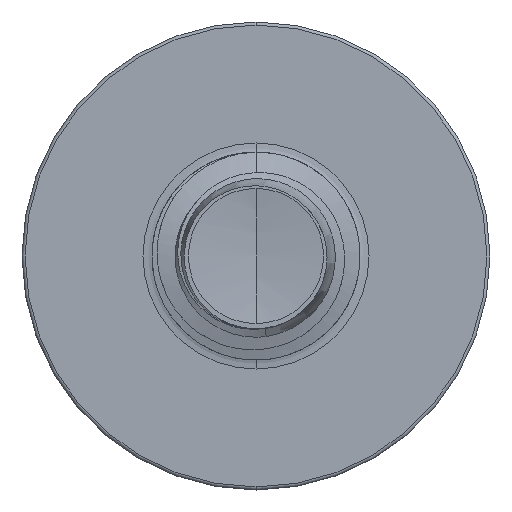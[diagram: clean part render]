
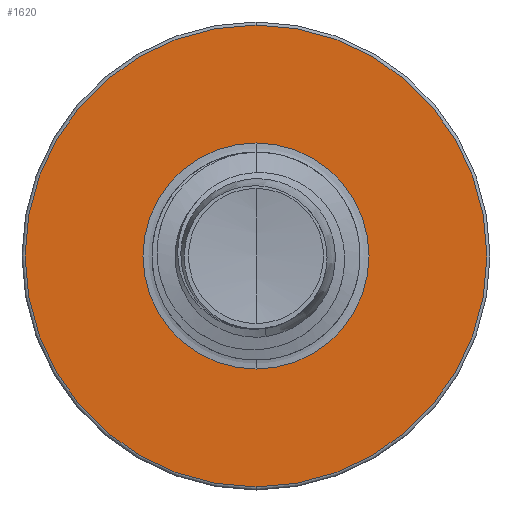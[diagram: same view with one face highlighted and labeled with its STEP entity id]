
A CAD part, front view. The second image highlights one B-rep face of the part: STEP entity #1620.
In plain terms, the highlighted planar face has unit normal (0, -1, 0).
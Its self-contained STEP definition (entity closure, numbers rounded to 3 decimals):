
#1039 = CARTESIAN_POINT ( 'NONE',  ( 0., 6., 0. ) ) ;
#1325 = AXIS2_PLACEMENT_3D ( 'NONE', #1039, #11501, #2781 ) ;
#1481 = AXIS2_PLACEMENT_3D ( 'NONE', #4447, #12971, #6149 ) ;
#1620 = ADVANCED_FACE ( 'NONE', ( #12762, #6485 ), #3644, .F. ) ;
#2781 = DIRECTION ( 'NONE',  ( 0., 0., 1. ) ) ;
#3630 = DIRECTION ( 'NONE',  ( 0., 0., 1. ) ) ;
#3644 = PLANE ( 'NONE',  #11851 ) ;
#3701 = CARTESIAN_POINT ( 'NONE',  ( 0., 6., -2.174 ) ) ;
#3722 = DIRECTION ( 'NONE',  ( 0., 1., 0. ) ) ;
#3858 = DIRECTION ( 'NONE',  ( 0., 0., 1. ) ) ;
#3879 = DIRECTION ( 'NONE',  ( 0., 1., 0. ) ) ;
#3888 = CARTESIAN_POINT ( 'NONE',  ( 0., 6., 0. ) ) ;
#4169 = VERTEX_POINT ( 'NONE', #8142 ) ;
#4447 = CARTESIAN_POINT ( 'NONE',  ( 0., 6., 0. ) ) ;
#4581 = CIRCLE ( 'NONE', #1481, 2.174 ) ;
#4883 = CIRCLE ( 'NONE', #4900, 4.44 ) ;
#4900 = AXIS2_PLACEMENT_3D ( 'NONE', #3888, #3879, #3858 ) ;
#6149 = DIRECTION ( 'NONE',  ( 0., 0., 1. ) ) ;
#6268 = EDGE_LOOP ( 'NONE', ( #8526, #14899 ) ) ;
#6485 = FACE_BOUND ( 'NONE', #6268, .T. ) ;
#6796 = CARTESIAN_POINT ( 'NONE',  ( 0., 6., 2.174 ) ) ;
#6840 = ORIENTED_EDGE ( 'NONE', *, *, #12845, .F. ) ;
#7421 = CARTESIAN_POINT ( 'NONE',  ( 0., 6., -4.44 ) ) ;
#8142 = CARTESIAN_POINT ( 'NONE',  ( 0., 6., -2.174 ) ) ;
#8374 = ORIENTED_EDGE ( 'NONE', *, *, #14444, .F. ) ;
#8526 = ORIENTED_EDGE ( 'NONE', *, *, #14414, .T. ) ;
#8820 = EDGE_CURVE ( 'NONE', #4169, #10979, #12537, .T. ) ;
#9005 = AXIS2_PLACEMENT_3D ( 'NONE', #14805, #14791, #14786 ) ;
#10979 = VERTEX_POINT ( 'NONE', #6796 ) ;
#11023 = CARTESIAN_POINT ( 'NONE',  ( 0., 6., 4.44 ) ) ;
#11501 = DIRECTION ( 'NONE',  ( 0., 1., 0. ) ) ;
#11851 = AXIS2_PLACEMENT_3D ( 'NONE', #3701, #3722, #3630 ) ;
#12298 = VERTEX_POINT ( 'NONE', #11023 ) ;
#12537 = CIRCLE ( 'NONE', #9005, 2.174 ) ;
#12762 = FACE_OUTER_BOUND ( 'NONE', #13566, .T. ) ;
#12845 = EDGE_CURVE ( 'NONE', #12298, #15217, #4883, .T. ) ;
#12971 = DIRECTION ( 'NONE',  ( 0., 1., 0. ) ) ;
#13566 = EDGE_LOOP ( 'NONE', ( #6840, #8374 ) ) ;
#14414 = EDGE_CURVE ( 'NONE', #10979, #4169, #4581, .T. ) ;
#14444 = EDGE_CURVE ( 'NONE', #15217, #12298, #15353, .T. ) ;
#14786 = DIRECTION ( 'NONE',  ( 0., 0., 1. ) ) ;
#14791 = DIRECTION ( 'NONE',  ( 0., 1., 0. ) ) ;
#14805 = CARTESIAN_POINT ( 'NONE',  ( 0., 6., 0. ) ) ;
#14899 = ORIENTED_EDGE ( 'NONE', *, *, #8820, .T. ) ;
#15217 = VERTEX_POINT ( 'NONE', #7421 ) ;
#15353 = CIRCLE ( 'NONE', #1325, 4.44 ) ;
